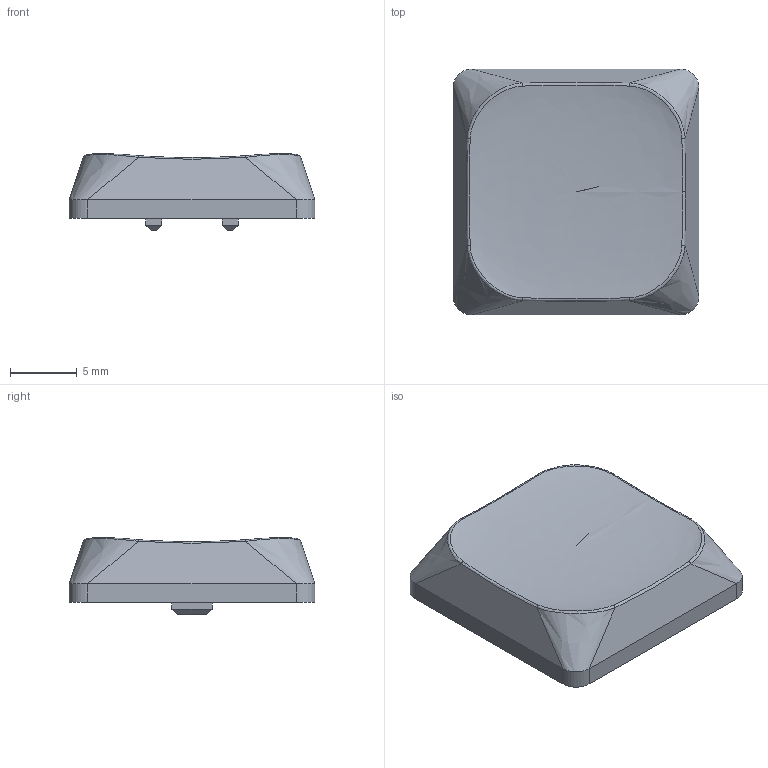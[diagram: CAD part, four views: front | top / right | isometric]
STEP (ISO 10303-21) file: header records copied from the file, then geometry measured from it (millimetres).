
FILE_DESCRIPTION(('FreeCAD Model'),'2;1');
FILE_NAME('Open CASCADE Shape Model','2022-03-28T01:56:02',('Author'),( ''),'Open CASCADE STEP processor 7.5','FreeCAD','Unknown');
FILE_SCHEMA(('AUTOMOTIVE_DESIGN { 1 0 10303 214 1 1 1 1 }'));
Length unit declared in the file: millimetre
Products named in the file (1): Body
Bounding box: 18.4 x 18.4 x 5.75 mm (x, y, z)
Volume: 777.5 mm3; surface area: 1080 mm2
Topology: 1 solids, 1 shells, 54 faces, 125 edges, 75 vertices
Faces by surface type: bspline 26, plane 24, cylinder 4
Entity records: 7121 total; most frequent: CARTESIAN_POINT 4863, DIRECTION 333, ORIENTED_EDGE 248, PCURVE 248, DEFINITIONAL_REPRESENTATION 248, LINE 243, VECTOR 243, EDGE_CURVE 124
